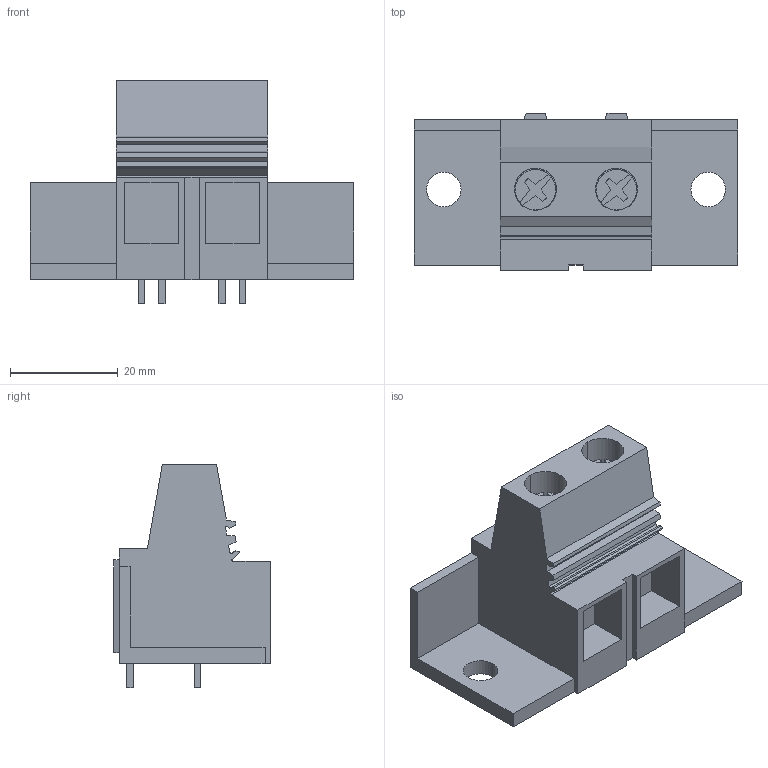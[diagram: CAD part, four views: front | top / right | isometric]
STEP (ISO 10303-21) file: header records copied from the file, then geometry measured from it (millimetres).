
FILE_DESCRIPTION(('CATIA V5 STEP Exchange','CAx-IF Rec.Pracs.--- Model Styling and Organization---1.2---2011-12-15'),'2;1');
FILE_NAME ('D1449865_0_1226520000_1226520000.stp','2018-04-13T09:08:37+00:00',('none'),('Weidmueller'),'CATIA Version 5-6 Release 2014','CATIA V5 STEP AP214','none');
FILE_SCHEMA(('AUTOMOTIVE_DESIGN { 1 0 10303 214 1 1 1 1 }'));
Length unit declared in the file: millimetre
Products named in the file (1): 1226520000
Bounding box: 60 x 29.06 x 41.45 mm (x, y, z)
Volume: 21504.2 mm3; surface area: 10746.1 mm2
Topology: 7 solids, 7 shells, 213 faces, 573 edges, 382 vertices
Faces by surface type: plane 177, cylinder 32, extrusion 4
Entity records: 6633 total; most frequent: CARTESIAN_POINT 1420, ORIENTED_EDGE 1146, DIRECTION 907, EDGE_CURVE 573, VECTOR 497, LINE 493, VERTEX_POINT 382, AXIS2_PLACEMENT_3D 239
